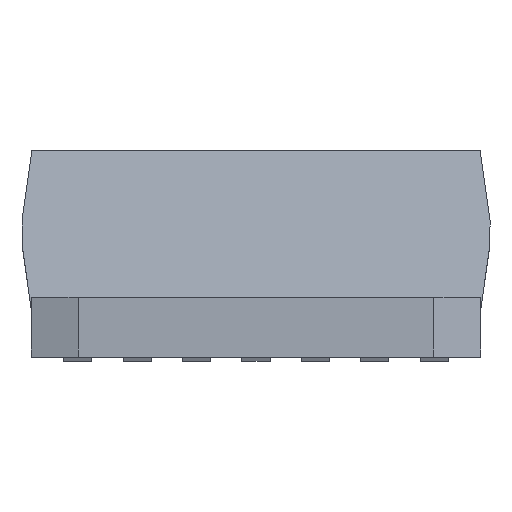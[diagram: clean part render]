
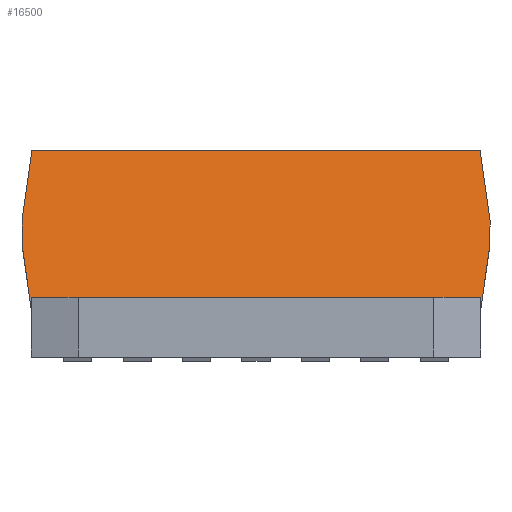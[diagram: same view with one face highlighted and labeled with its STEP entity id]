
A CAD part, left-side view. The second image highlights one B-rep face of the part: STEP entity #16500.
In plain terms, the highlighted planar face has unit normal (-0.978, 0, 0.208).
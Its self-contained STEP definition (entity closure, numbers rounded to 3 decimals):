
#173 = VERTEX_POINT ( 'NONE', #4970 ) ;
#327 = LINE ( 'NONE', #8900, #4409 ) ;
#603 = EDGE_LOOP ( 'NONE', ( #9375, #10277, #8643, #9311, #14722, #1277, #17328, #2414, #6314, #4285 ) ) ;
#641 = DIRECTION ( 'NONE',  ( 0.206, 0.136, 0.969 ) ) ;
#726 = CARTESIAN_POINT ( 'NONE',  ( -4.625, -4.8, 1.27 ) ) ;
#740 = VECTOR ( 'NONE', #7756, 1000. ) ;
#831 = VECTOR ( 'NONE', #3443, 1000. ) ;
#1114 = AXIS2_PLACEMENT_3D ( 'NONE', #15955, #13327, #8214 ) ;
#1277 = ORIENTED_EDGE ( 'NONE', *, *, #7043, .T. ) ;
#1522 = VECTOR ( 'NONE', #2929, 1000. ) ;
#2414 = ORIENTED_EDGE ( 'NONE', *, *, #15539, .T. ) ;
#2929 = DIRECTION ( 'NONE',  ( 0., -1., 0. ) ) ;
#3260 = CARTESIAN_POINT ( 'NONE',  ( -4.625, 4.8, 1.27 ) ) ;
#3397 = CARTESIAN_POINT ( 'NONE',  ( -3.96, 5., 4.4 ) ) ;
#3443 = DIRECTION ( 'NONE',  ( 0., -1., 0. ) ) ;
#3655 = EDGE_CURVE ( 'NONE', #4045, #173, #4621, .T. ) ;
#4030 = CARTESIAN_POINT ( 'NONE',  ( -4.279, 5., 2.9 ) ) ;
#4042 = DIRECTION ( 'NONE',  ( -0.206, -0.136, -0.969 ) ) ;
#4045 = VERTEX_POINT ( 'NONE', #726 ) ;
#4285 = ORIENTED_EDGE ( 'NONE', *, *, #7169, .T. ) ;
#4409 = VECTOR ( 'NONE', #14382, 1000. ) ;
#4621 = LINE ( 'NONE', #10139, #1522 ) ;
#4940 = CARTESIAN_POINT ( 'NONE',  ( -3.96, 4.789, 4.4 ) ) ;
#4970 = CARTESIAN_POINT ( 'NONE',  ( -4.625, -4.841, 1.27 ) ) ;
#5100 = DIRECTION ( 'NONE',  ( 0., -1., 0. ) ) ;
#5176 = VERTEX_POINT ( 'NONE', #7657 ) ;
#5313 = CARTESIAN_POINT ( 'NONE',  ( -4.621, 4.844, 1.291 ) ) ;
#5586 = LINE ( 'NONE', #12329, #14877 ) ;
#5793 = VERTEX_POINT ( 'NONE', #8707 ) ;
#5814 = CARTESIAN_POINT ( 'NONE',  ( -4.625, 4.841, 1.27 ) ) ;
#6294 = CARTESIAN_POINT ( 'NONE',  ( -4.279, -5., 2.9 ) ) ;
#6314 = ORIENTED_EDGE ( 'NONE', *, *, #3655, .T. ) ;
#6770 = CARTESIAN_POINT ( 'NONE',  ( -4.625, 4.8, 1.27 ) ) ;
#7021 = VECTOR ( 'NONE', #12858, 1000. ) ;
#7043 = EDGE_CURVE ( 'NONE', #16652, #11918, #16639, .T. ) ;
#7169 = EDGE_CURVE ( 'NONE', #173, #5793, #14118, .T. ) ;
#7579 = CARTESIAN_POINT ( 'NONE',  ( -4.338, -5.039, 2.62 ) ) ;
#7657 = CARTESIAN_POINT ( 'NONE',  ( -3.96, -4.789, 4.4 ) ) ;
#7756 = DIRECTION ( 'NONE',  ( -0.206, 0.136, -0.969 ) ) ;
#7848 = PLANE ( 'NONE',  #1114 ) ;
#7873 = EDGE_CURVE ( 'NONE', #16652, #16024, #5586, .T. ) ;
#8214 = DIRECTION ( 'NONE',  ( -0.208, 0., -0.978 ) ) ;
#8377 = DIRECTION ( 'NONE',  ( 0.208, 0., 0.978 ) ) ;
#8434 = DIRECTION ( 'NONE',  ( 0.208, 0., 0.978 ) ) ;
#8643 = ORIENTED_EDGE ( 'NONE', *, *, #16286, .F. ) ;
#8707 = CARTESIAN_POINT ( 'NONE',  ( -4.385, -5., 2.4 ) ) ;
#8764 = EDGE_CURVE ( 'NONE', #11918, #13836, #327, .T. ) ;
#8900 = CARTESIAN_POINT ( 'NONE',  ( -4.625, 5., 1.27 ) ) ;
#9311 = ORIENTED_EDGE ( 'NONE', *, *, #12530, .T. ) ;
#9375 = ORIENTED_EDGE ( 'NONE', *, *, #17384, .T. ) ;
#9441 = VECTOR ( 'NONE', #5100, 1000. ) ;
#9494 = VECTOR ( 'NONE', #8434, 1000. ) ;
#10139 = CARTESIAN_POINT ( 'NONE',  ( -4.625, 5., 1.27 ) ) ;
#10268 = EDGE_CURVE ( 'NONE', #11487, #5176, #11546, .T. ) ;
#10277 = ORIENTED_EDGE ( 'NONE', *, *, #10268, .T. ) ;
#10393 = FACE_OUTER_BOUND ( 'NONE', #603, .T. ) ;
#11041 = VECTOR ( 'NONE', #4042, 1000. ) ;
#11365 = LINE ( 'NONE', #3260, #831 ) ;
#11487 = VERTEX_POINT ( 'NONE', #6294 ) ;
#11546 = LINE ( 'NONE', #7579, #17145 ) ;
#11606 = CARTESIAN_POINT ( 'NONE',  ( -4.385, 5., 2.4 ) ) ;
#11799 = LINE ( 'NONE', #14772, #740 ) ;
#11918 = VERTEX_POINT ( 'NONE', #5814 ) ;
#12329 = CARTESIAN_POINT ( 'NONE',  ( -4.625, 5., 1.27 ) ) ;
#12530 = EDGE_CURVE ( 'NONE', #16934, #16024, #11799, .T. ) ;
#12681 = CARTESIAN_POINT ( 'NONE',  ( -4.901, -4.659, -0.029 ) ) ;
#12858 = DIRECTION ( 'NONE',  ( 0.206, -0.136, 0.969 ) ) ;
#13327 = DIRECTION ( 'NONE',  ( 0.978, 0., -0.208 ) ) ;
#13836 = VERTEX_POINT ( 'NONE', #6770 ) ;
#14118 = LINE ( 'NONE', #12681, #7021 ) ;
#14382 = DIRECTION ( 'NONE',  ( 0., -1., 0. ) ) ;
#14722 = ORIENTED_EDGE ( 'NONE', *, *, #7873, .F. ) ;
#14772 = CARTESIAN_POINT ( 'NONE',  ( -4.619, 5.225, 1.3 ) ) ;
#14877 = VECTOR ( 'NONE', #8377, 1000. ) ;
#15281 = LINE ( 'NONE', #15630, #9494 ) ;
#15539 = EDGE_CURVE ( 'NONE', #13836, #4045, #11365, .T. ) ;
#15630 = CARTESIAN_POINT ( 'NONE',  ( -4.625, -5., 1.27 ) ) ;
#15741 = LINE ( 'NONE', #3397, #9441 ) ;
#15955 = CARTESIAN_POINT ( 'NONE',  ( -4.625, 5., 1.27 ) ) ;
#16024 = VERTEX_POINT ( 'NONE', #4030 ) ;
#16286 = EDGE_CURVE ( 'NONE', #16934, #5176, #15741, .T. ) ;
#16500 = ADVANCED_FACE ( 'NONE', ( #10393 ), #7848, .F. ) ;
#16639 = LINE ( 'NONE', #5313, #11041 ) ;
#16652 = VERTEX_POINT ( 'NONE', #11606 ) ;
#16934 = VERTEX_POINT ( 'NONE', #4940 ) ;
#17145 = VECTOR ( 'NONE', #641, 1000. ) ;
#17328 = ORIENTED_EDGE ( 'NONE', *, *, #8764, .T. ) ;
#17384 = EDGE_CURVE ( 'NONE', #5793, #11487, #15281, .T. ) ;
